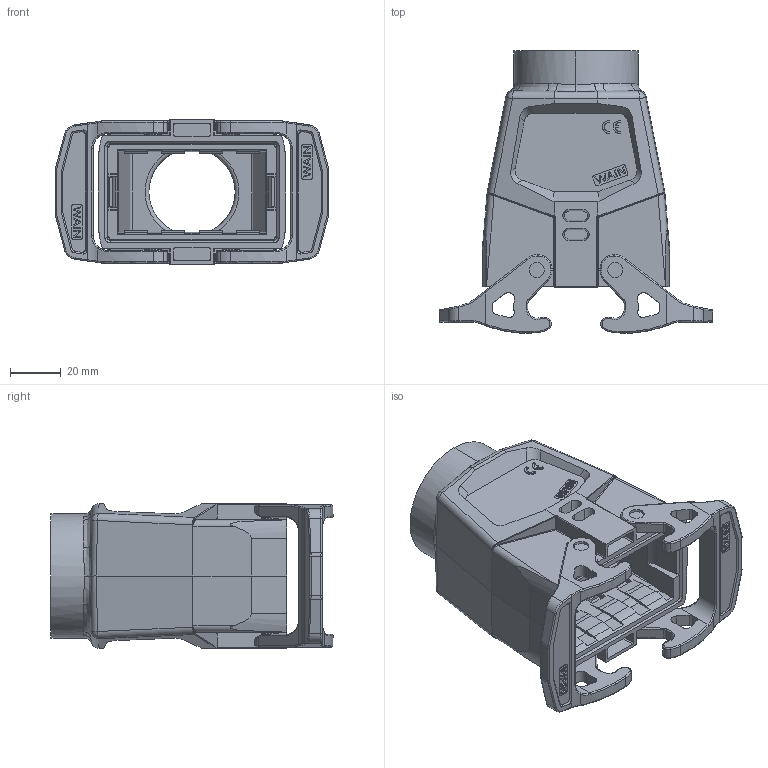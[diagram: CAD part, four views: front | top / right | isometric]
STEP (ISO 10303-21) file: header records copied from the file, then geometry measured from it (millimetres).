
FILE_DESCRIPTION((''),'2;1');
FILE_NAME('00000000000','2022-06-30T',('lj.zou'),(''),'PRO/ENGINEER BY PARAMETRIC TECHNOLOGY CORPORATION, 2012480','PRO/ENGINEER BY PARAMETRIC TECHNOLOGY CORPORATION, 2012480','');
FILE_SCHEMA(('CONFIG_CONTROL_DESIGN'));
Length unit declared in the file: millimetre
Products named in the file (1): 00000000000
Bounding box: 108 x 111.19 x 57 mm (x, y, z)
Volume: 116367.5 mm3; surface area: 63024 mm2
Topology: 1 solids, 1 shells, 1227 faces, 3246 edges, 2044 vertices
Faces by surface type: plane 586, cylinder 379, bspline 114, torus 90, extrusion 28, cone 18, sphere 12
Entity records: 47309 total; most frequent: CARTESIAN_POINT 13996, ORIENTED_EDGE 6468, DIRECTION 5596, EDGE_CURVE 3234, VERTEX_POINT 2044, VECTOR 1998, LINE 1970, AXIS2_PLACEMENT_3D 1799
